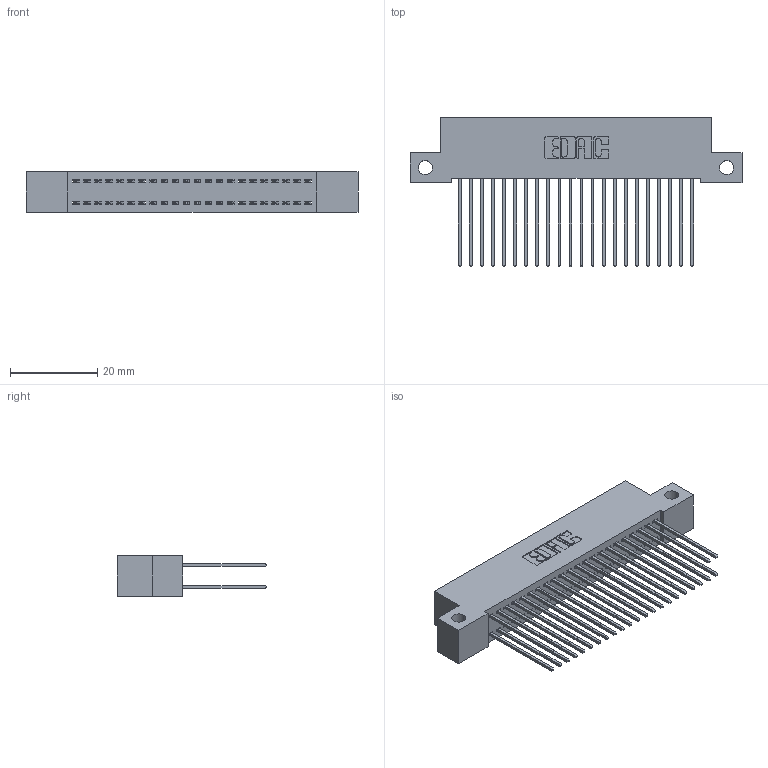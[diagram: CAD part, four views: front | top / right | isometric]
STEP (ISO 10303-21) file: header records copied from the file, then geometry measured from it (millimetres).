
FILE_DESCRIPTION (( 'STEP AP203' ), '1' );
FILE_NAME ('342-044-541-212.STEP', '2018-08-12T14:41:52', ( '' ), ( '' ), 'SwSTEP 2.0', 'SolidWorks 2016', '' );
FILE_SCHEMA (( 'CONFIG_CONTROL_DESIGN' ));
Length unit declared in the file: inch
Products named in the file (3): 342 Part_Side Mount; 345-292-001_345-293-141; 342-044-541-212
Assembly tree (45 placements, depth 2):
  342-044-541-212
    342 Part_Side Mount
    345-292-001_345-293-141  x44
Bounding box: 76.2 x 34.3 x 9.4 mm (x, y, z)
Volume: 6930.4 mm3; surface area: 11769.9 mm2
Topology: 45 solids, 45 shells, 2398 faces, 7119 edges, 4686 vertices
Faces by surface type: plane 1650, cylinder 748
Entity records: 16629 total; most frequent: CARTESIAN_POINT 2778, ORIENTED_EDGE 2714, DIRECTION 2409, EDGE_CURVE 1357, VECTOR 1229, LINE 1229, VERTEX_POINT 902, AXIS2_PLACEMENT_3D 590
